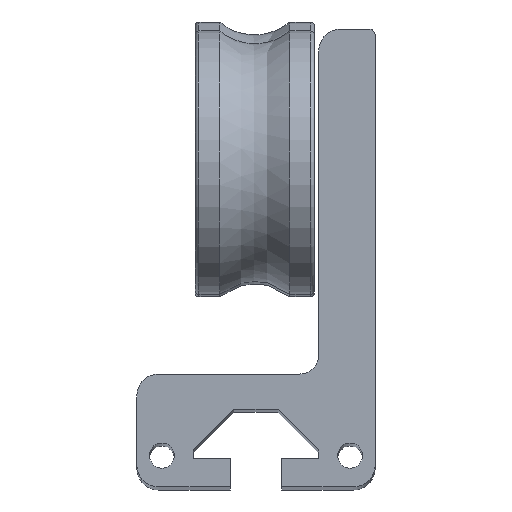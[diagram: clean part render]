
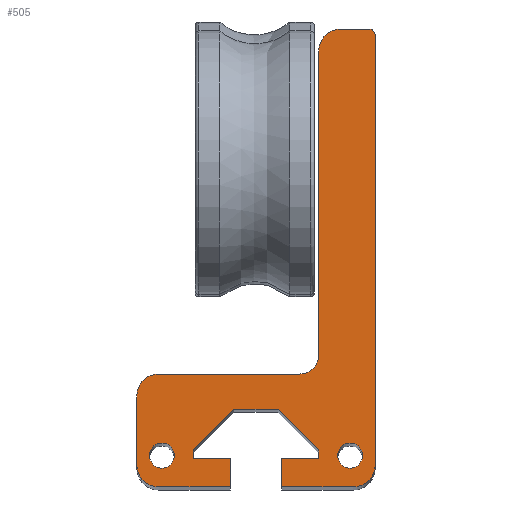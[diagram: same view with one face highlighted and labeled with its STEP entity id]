
A CAD part, top view. The second image highlights one B-rep face of the part: STEP entity #505.
In plain terms, the highlighted planar face has unit normal (0, 0, 1).
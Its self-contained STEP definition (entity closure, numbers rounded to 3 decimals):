
#254=CARTESIAN_POINT('',(-34.5,0.0,140.0));
#255=VERTEX_POINT('',#254);
#262=CARTESIAN_POINT('',(-38.0,3.5,140.0));
#263=VERTEX_POINT('',#262);
#264=CARTESIAN_POINT('',(-34.5,3.5,140.0));
#265=DIRECTION('',(0.0,0.0,-1.0));
#266=DIRECTION('',(-0.707,-0.707,0.0));
#267=AXIS2_PLACEMENT_3D('',#264,#265,#266);
#268=CIRCLE('',#267,3.5);
#269=EDGE_CURVE('',#255,#263,#268,.T.);
#286=CARTESIAN_POINT('',(-38.0,14.5,140.0));
#287=VERTEX_POINT('',#286);
#288=CARTESIAN_POINT('',(-38.0,3.5,140.0));
#289=DIRECTION('',(0.0,1.0,0.0));
#290=VECTOR('',#289,11.0);
#291=LINE('',#288,#290);
#292=EDGE_CURVE('',#263,#287,#291,.T.);
#311=CARTESIAN_POINT('',(-11.815,29.315,140.0));
#312=DIRECTION('',(0.0,0.0,1.0));
#313=DIRECTION('',(1.0,0.0,0.0));
#314=AXIS2_PLACEMENT_3D('',#311,#312,#313);
#315=PLANE('',#314);
#316=ORIENTED_EDGE('',*,*,#269,.F.);
#317=CARTESIAN_POINT('',(-23.1,0.,140.0));
#318=VERTEX_POINT('',#317);
#319=CARTESIAN_POINT('',(-23.1,0.,140.0));
#320=DIRECTION('',(-1.0,0.0,0.0));
#321=VECTOR('',#320,11.4);
#322=LINE('',#319,#321);
#323=EDGE_CURVE('',#318,#255,#322,.T.);
#324=ORIENTED_EDGE('',*,*,#323,.F.);
#325=CARTESIAN_POINT('',(-23.1,4.5,140.0));
#326=VERTEX_POINT('',#325);
#327=CARTESIAN_POINT('',(-23.1,0.,140.0));
#328=DIRECTION('',(0.0,1.0,0.0));
#329=VECTOR('',#328,4.5);
#330=LINE('',#327,#329);
#331=EDGE_CURVE('',#318,#326,#330,.T.);
#332=ORIENTED_EDGE('',*,*,#331,.T.);
#333=CARTESIAN_POINT('',(-29.,4.5,140.0));
#334=VERTEX_POINT('',#333);
#335=CARTESIAN_POINT('',(-23.1,4.5,140.0));
#336=DIRECTION('',(-1.0,0.0,0.0));
#337=VECTOR('',#336,5.9);
#338=LINE('',#335,#337);
#339=EDGE_CURVE('',#326,#334,#338,.T.);
#340=ORIENTED_EDGE('',*,*,#339,.T.);
#341=CARTESIAN_POINT('',(-29.0,5.914,140.0));
#342=VERTEX_POINT('',#341);
#343=CARTESIAN_POINT('',(-29.,4.5,140.0));
#344=DIRECTION('',(0.0,1.0,0.0));
#345=VECTOR('',#344,1.414);
#346=LINE('',#343,#345);
#347=EDGE_CURVE('',#334,#342,#346,.T.);
#348=ORIENTED_EDGE('',*,*,#347,.T.);
#349=CARTESIAN_POINT('',(-22.514,12.4,140.0));
#350=VERTEX_POINT('',#349);
#351=CARTESIAN_POINT('',(-29.0,5.914,140.0));
#352=DIRECTION('',(0.707,0.707,0.0));
#353=VECTOR('',#352,9.173);
#354=LINE('',#351,#353);
#355=EDGE_CURVE('',#342,#350,#354,.T.);
#356=ORIENTED_EDGE('',*,*,#355,.T.);
#357=CARTESIAN_POINT('',(-15.486,12.4,140.0));
#358=VERTEX_POINT('',#357);
#359=CARTESIAN_POINT('',(-22.514,12.4,140.0));
#360=DIRECTION('',(1.0,0.0,0.0));
#361=VECTOR('',#360,7.028);
#362=LINE('',#359,#361);
#363=EDGE_CURVE('',#350,#358,#362,.T.);
#364=ORIENTED_EDGE('',*,*,#363,.T.);
#365=CARTESIAN_POINT('',(-9.,5.914,140.0));
#366=VERTEX_POINT('',#365);
#367=CARTESIAN_POINT('',(-15.486,12.4,140.0));
#368=DIRECTION('',(0.707,-0.707,0.0));
#369=VECTOR('',#368,9.173);
#370=LINE('',#367,#369);
#371=EDGE_CURVE('',#358,#366,#370,.T.);
#372=ORIENTED_EDGE('',*,*,#371,.T.);
#373=CARTESIAN_POINT('',(-9.0,4.5,140.0));
#374=VERTEX_POINT('',#373);
#375=CARTESIAN_POINT('',(-9.,5.914,140.0));
#376=DIRECTION('',(0.0,-1.0,0.0));
#377=VECTOR('',#376,1.414);
#378=LINE('',#375,#377);
#379=EDGE_CURVE('',#366,#374,#378,.T.);
#380=ORIENTED_EDGE('',*,*,#379,.T.);
#381=CARTESIAN_POINT('',(-14.9,4.5,140.0));
#382=VERTEX_POINT('',#381);
#383=CARTESIAN_POINT('',(-9.0,4.5,140.0));
#384=DIRECTION('',(-1.0,0.0,0.0));
#385=VECTOR('',#384,5.9);
#386=LINE('',#383,#385);
#387=EDGE_CURVE('',#374,#382,#386,.T.);
#388=ORIENTED_EDGE('',*,*,#387,.T.);
#389=CARTESIAN_POINT('',(-14.9,0.,140.0));
#390=VERTEX_POINT('',#389);
#391=CARTESIAN_POINT('',(-14.9,4.5,140.0));
#392=DIRECTION('',(0.0,-1.0,0.0));
#393=VECTOR('',#392,4.5);
#394=LINE('',#391,#393);
#395=EDGE_CURVE('',#382,#390,#394,.T.);
#396=ORIENTED_EDGE('',*,*,#395,.T.);
#397=CARTESIAN_POINT('',(-3.5,0.0,140.0));
#398=VERTEX_POINT('',#397);
#399=CARTESIAN_POINT('',(-3.5,0.0,140.0));
#400=DIRECTION('',(-1.0,0.0,0.0));
#401=VECTOR('',#400,11.4);
#402=LINE('',#399,#401);
#403=EDGE_CURVE('',#398,#390,#402,.T.);
#404=ORIENTED_EDGE('',*,*,#403,.F.);
#405=CARTESIAN_POINT('',(0.0,3.5,140.0));
#406=VERTEX_POINT('',#405);
#407=CARTESIAN_POINT('',(-3.5,3.5,140.0));
#408=DIRECTION('',(0.0,0.0,-1.0));
#409=DIRECTION('',(0.707,-0.707,0.0));
#410=AXIS2_PLACEMENT_3D('',#407,#408,#409);
#411=CIRCLE('',#410,3.5);
#412=EDGE_CURVE('',#406,#398,#411,.T.);
#413=ORIENTED_EDGE('',*,*,#412,.F.);
#414=CARTESIAN_POINT('',(0.0,72.,140.0));
#415=VERTEX_POINT('',#414);
#416=CARTESIAN_POINT('',(0.0,72.,140.0));
#417=DIRECTION('',(0.0,-1.0,0.0));
#418=VECTOR('',#417,68.5);
#419=LINE('',#416,#418);
#420=EDGE_CURVE('',#415,#406,#419,.T.);
#421=ORIENTED_EDGE('',*,*,#420,.F.);
#422=CARTESIAN_POINT('',(-1.,73.0,140.0));
#423=VERTEX_POINT('',#422);
#424=CARTESIAN_POINT('',(-1.,72.,140.0));
#425=DIRECTION('',(0.0,0.0,-1.));
#426=DIRECTION('',(0.707,0.707,0.0));
#427=AXIS2_PLACEMENT_3D('',#424,#425,#426);
#428=CIRCLE('',#427,1.);
#429=EDGE_CURVE('',#423,#415,#428,.T.);
#430=ORIENTED_EDGE('',*,*,#429,.F.);
#431=CARTESIAN_POINT('',(-5.5,73.0,140.0));
#432=VERTEX_POINT('',#431);
#433=CARTESIAN_POINT('',(-5.5,73.0,140.0));
#434=DIRECTION('',(1.0,0.0,0.0));
#435=VECTOR('',#434,4.5);
#436=LINE('',#433,#435);
#437=EDGE_CURVE('',#432,#423,#436,.T.);
#438=ORIENTED_EDGE('',*,*,#437,.F.);
#439=CARTESIAN_POINT('',(-9.0,69.5,140.0));
#440=VERTEX_POINT('',#439);
#441=CARTESIAN_POINT('',(-5.5,69.5,140.0));
#442=DIRECTION('',(0.0,0.0,-1.0));
#443=DIRECTION('',(-0.707,0.707,0.0));
#444=AXIS2_PLACEMENT_3D('',#441,#442,#443);
#445=CIRCLE('',#444,3.5);
#446=EDGE_CURVE('',#440,#432,#445,.T.);
#447=ORIENTED_EDGE('',*,*,#446,.F.);
#448=CARTESIAN_POINT('',(-9.0,21.,140.0));
#449=VERTEX_POINT('',#448);
#450=CARTESIAN_POINT('',(-9.0,21.,140.0));
#451=DIRECTION('',(0.0,1.0,0.0));
#452=VECTOR('',#451,48.5);
#453=LINE('',#450,#452);
#454=EDGE_CURVE('',#449,#440,#453,.T.);
#455=ORIENTED_EDGE('',*,*,#454,.F.);
#456=CARTESIAN_POINT('',(-12.,18.,140.0));
#457=VERTEX_POINT('',#456);
#458=CARTESIAN_POINT('',(-12.,21.0,140.0));
#459=DIRECTION('',(0.0,0.0,1.));
#460=DIRECTION('',(0.707,-0.707,0.0));
#461=AXIS2_PLACEMENT_3D('',#458,#459,#460);
#462=CIRCLE('',#461,3.0);
#463=EDGE_CURVE('',#457,#449,#462,.T.);
#464=ORIENTED_EDGE('',*,*,#463,.F.);
#465=CARTESIAN_POINT('',(-34.5,18.0,140.0));
#466=VERTEX_POINT('',#465);
#467=CARTESIAN_POINT('',(-34.5,18.0,140.0));
#468=DIRECTION('',(1.0,0.0,0.0));
#469=VECTOR('',#468,22.5);
#470=LINE('',#467,#469);
#471=EDGE_CURVE('',#466,#457,#470,.T.);
#472=ORIENTED_EDGE('',*,*,#471,.F.);
#473=CARTESIAN_POINT('',(-34.5,14.5,140.0));
#474=DIRECTION('',(0.0,0.0,-1.0));
#475=DIRECTION('',(-0.707,0.707,0.0));
#476=AXIS2_PLACEMENT_3D('',#473,#474,#475);
#477=CIRCLE('',#476,3.5);
#478=EDGE_CURVE('',#287,#466,#477,.T.);
#479=ORIENTED_EDGE('',*,*,#478,.F.);
#480=ORIENTED_EDGE('',*,*,#292,.F.);
#481=EDGE_LOOP('',(#316,#324,#332,#340,#348,#356,#364,#372,#380,#388,#396,#404,#413,#421,#430,#438,#447,#455,#464,#472,#479,#480));
#482=FACE_OUTER_BOUND('',#481,.T.);
#483=CARTESIAN_POINT('',(-32.0,5.,140.0));
#484=VERTEX_POINT('',#483);
#485=CARTESIAN_POINT('',(-34.0,5.,140.0));
#486=DIRECTION('',(0.0,0.0,-1.0));
#487=DIRECTION('',(1.0,0.0,0.0));
#488=AXIS2_PLACEMENT_3D('',#485,#486,#487);
#489=CIRCLE('',#488,2.0);
#490=EDGE_CURVE('',#484,#484,#489,.T.);
#491=ORIENTED_EDGE('',*,*,#490,.T.);
#492=EDGE_LOOP('',(#491));
#493=FACE_BOUND('',#492,.T.);
#494=CARTESIAN_POINT('',(-2.0,5.0,140.0));
#495=VERTEX_POINT('',#494);
#496=CARTESIAN_POINT('',(-4.0,5.0,140.0));
#497=DIRECTION('',(0.0,0.0,-1.0));
#498=DIRECTION('',(1.0,0.0,0.0));
#499=AXIS2_PLACEMENT_3D('',#496,#497,#498);
#500=CIRCLE('',#499,2.0);
#501=EDGE_CURVE('',#495,#495,#500,.T.);
#502=ORIENTED_EDGE('',*,*,#501,.T.);
#503=EDGE_LOOP('',(#502));
#504=FACE_BOUND('',#503,.T.);
#505=ADVANCED_FACE('',(#482,#493,#504),#315,.T.);
